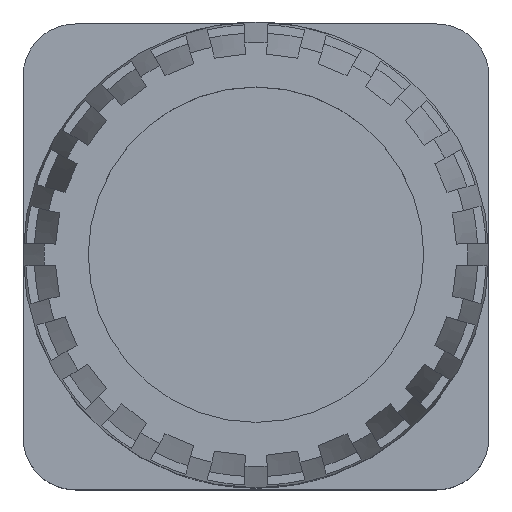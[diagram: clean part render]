
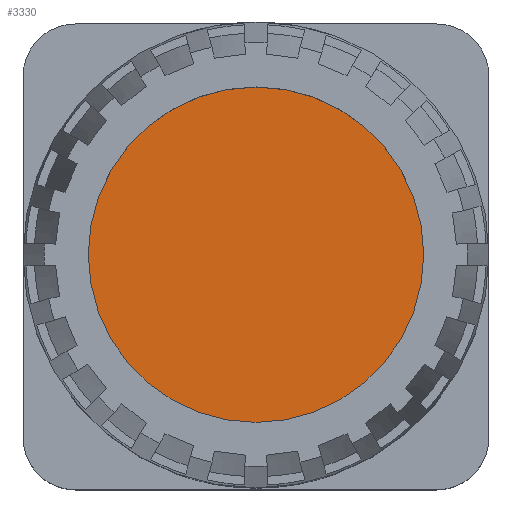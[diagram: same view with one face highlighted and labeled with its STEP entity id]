
A CAD part, top view. The second image highlights one B-rep face of the part: STEP entity #3330.
In plain terms, the highlighted planar face has unit normal (0, 0, 1).
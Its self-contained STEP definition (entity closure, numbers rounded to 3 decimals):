
#949=FACE_OUTER_BOUND('',#1157,.T.);
#1157=EDGE_LOOP('',(#2939));
#1270=CIRCLE('',#3563,4.5);
#1595=VERTEX_POINT('',#6851);
#2076=EDGE_CURVE('',#1595,#1595,#1270,.T.);
#2939=ORIENTED_EDGE('',*,*,#2076,.T.);
#3141=PLANE('',#3564);
#3330=ADVANCED_FACE('',(#949),#3141,.T.);
#3563=AXIS2_PLACEMENT_3D('',#6852,#4263,#4264);
#3564=AXIS2_PLACEMENT_3D('',#6853,#4265,#4266);
#4263=DIRECTION('center_axis',(0.,0.,1.));
#4264=DIRECTION('ref_axis',(-1.,0.,0.));
#4265=DIRECTION('center_axis',(0.,0.,1.));
#4266=DIRECTION('ref_axis',(1.,0.,0.));
#6851=CARTESIAN_POINT('',(4.5,0.,35.6));
#6852=CARTESIAN_POINT('Origin',(0.,0.,
35.6));
#6853=CARTESIAN_POINT('Origin',(0.,0.,
35.6));
